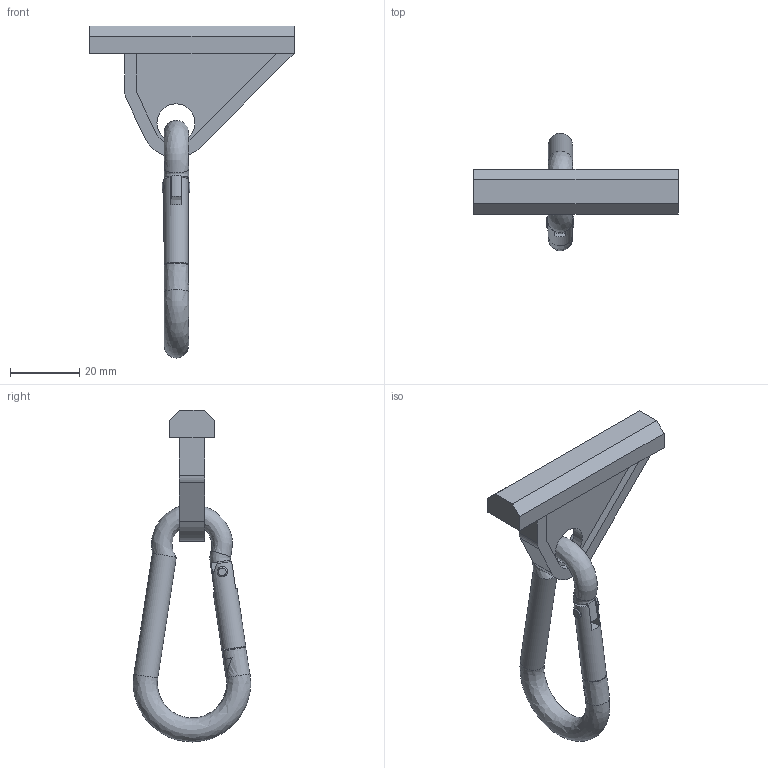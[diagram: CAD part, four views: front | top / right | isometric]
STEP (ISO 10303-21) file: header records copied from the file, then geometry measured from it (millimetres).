
FILE_DESCRIPTION((''),'2;1');
FILE_NAME('710001.ipt.stp','2010-09-05T12:23:23',(''),(''),'Autodesk Inventor 2010','Autodesk Inventor 2010','');
FILE_SCHEMA(('AUTOMOTIVE_DESIGN { 1 0 10303 214 1 1 1 1 }'));
Length unit declared in the file: millimetre
Products named in the file (1): 710001
Bounding box: 59 x 33.98 x 96 mm (x, y, z)
Volume: 15122.8 mm3; surface area: 8670.1 mm2
Topology: 4 solids, 4 shells, 74 faces, 183 edges, 118 vertices
Faces by surface type: plane 50, cylinder 12, bspline 10, torus 2
Full cylindrical faces by diameter (mm): 2 x3, 3 x2, 7 x1
Entity records: 2794 total; most frequent: CARTESIAN_POINT 1013, ORIENTED_EDGE 328, DIRECTION 326, EDGE_CURVE 164, VERTEX_POINT 112, AXIS2_PLACEMENT_3D 111, VECTOR 104, LINE 104
